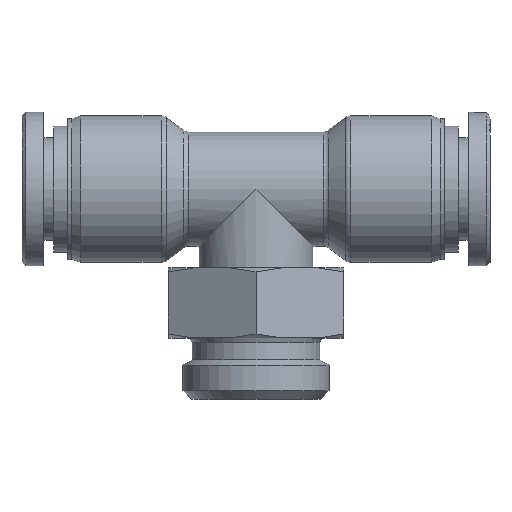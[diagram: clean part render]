
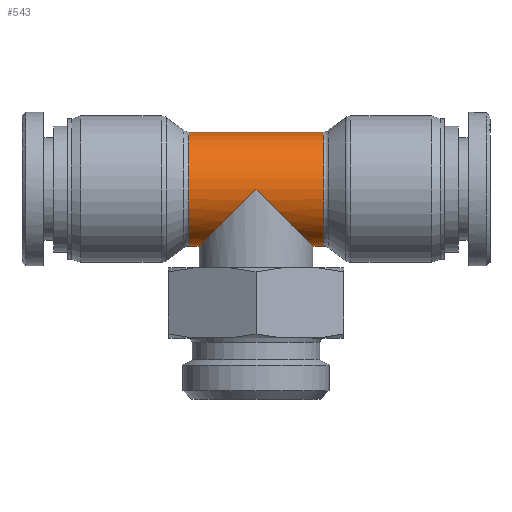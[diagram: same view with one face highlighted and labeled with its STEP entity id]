
A CAD part, top view. The second image highlights one B-rep face of the part: STEP entity #543.
In plain terms, the highlighted cylindrical face has radius 6.5 mm (diameter 13 mm), a full revolution.
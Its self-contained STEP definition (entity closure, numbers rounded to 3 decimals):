
#188=CARTESIAN_POINT('',(-7.67,6.5,0.0));
#189=VERTEX_POINT('',#188);
#190=CARTESIAN_POINT('',(-7.67,0.,0.0));
#191=DIRECTION('',(1.0,0.0,0.0));
#192=DIRECTION('',(0.0,-1.0,0.0));
#193=AXIS2_PLACEMENT_3D('',#190,#191,#192);
#194=CIRCLE('',#193,6.5);
#195=EDGE_CURVE('',#189,#189,#194,.T.);
#396=CARTESIAN_POINT('',(0.,0.,6.5));
#397=VERTEX_POINT('',#396);
#398=CARTESIAN_POINT('',(0.,0.,-6.5));
#399=VERTEX_POINT('',#398);
#400=CARTESIAN_POINT('',(0.,0.,0.0));
#401=DIRECTION('',(0.707,-0.707,0.0));
#402=DIRECTION('',(0.707,0.707,0.0));
#403=AXIS2_PLACEMENT_3D('',#400,#401,#402);
#404=ELLIPSE('',#403,9.192,6.5);
#405=EDGE_CURVE('',#397,#399,#404,.T.);
#407=CARTESIAN_POINT('',(0.,0.,0.0));
#408=DIRECTION('',(0.707,0.707,0.0));
#409=DIRECTION('',(-0.707,0.707,0.0));
#410=AXIS2_PLACEMENT_3D('',#407,#408,#409);
#411=ELLIPSE('',#410,9.192,6.5);
#412=EDGE_CURVE('',#397,#399,#411,.T.);
#485=CARTESIAN_POINT('',(7.67,6.5,0.0));
#486=VERTEX_POINT('',#485);
#487=CARTESIAN_POINT('',(7.67,0.,0.0));
#488=DIRECTION('',(1.0,0.0,0.0));
#489=DIRECTION('',(0.0,-1.0,0.0));
#490=AXIS2_PLACEMENT_3D('',#487,#488,#489);
#491=CIRCLE('',#490,6.5);
#492=EDGE_CURVE('',#486,#486,#491,.T.);
#528=CARTESIAN_POINT('',(4.,0.,0.0));
#529=DIRECTION('',(1.0,0.,0.0));
#530=DIRECTION('',(0.0,1.0,0.0));
#531=AXIS2_PLACEMENT_3D('',#528,#529,#530);
#532=CYLINDRICAL_SURFACE('',#531,6.5);
#533=ORIENTED_EDGE('',*,*,#195,.T.);
#534=EDGE_LOOP('',(#533));
#535=FACE_OUTER_BOUND('',#534,.T.);
#536=ORIENTED_EDGE('',*,*,#412,.T.);
#537=ORIENTED_EDGE('',*,*,#405,.F.);
#538=EDGE_LOOP('',(#536,#537));
#539=FACE_BOUND('',#538,.T.);
#540=ORIENTED_EDGE('',*,*,#492,.F.);
#541=EDGE_LOOP('',(#540));
#542=FACE_BOUND('',#541,.T.);
#543=ADVANCED_FACE('',(#535,#539,#542),#532,.T.);
